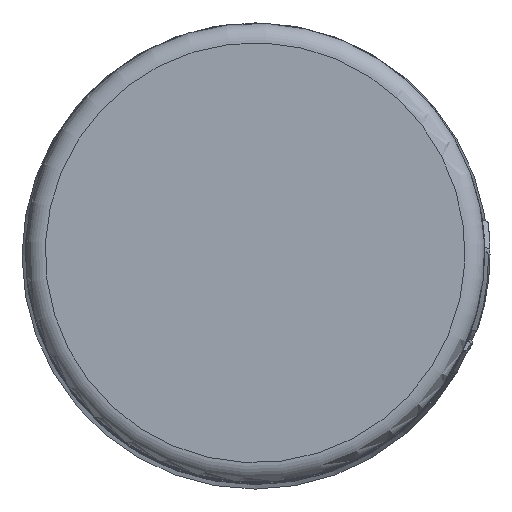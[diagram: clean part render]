
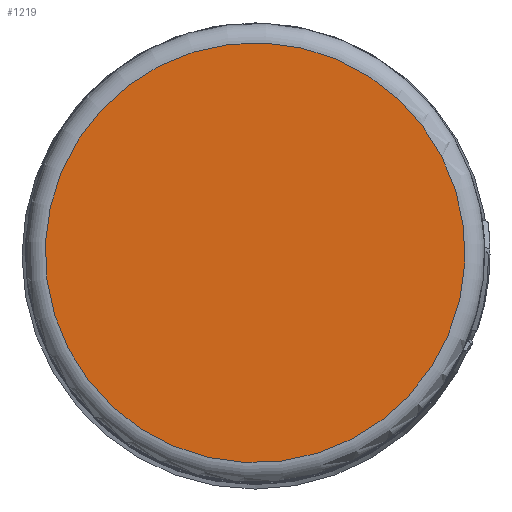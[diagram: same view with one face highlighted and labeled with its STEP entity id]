
A CAD part, top view. The second image highlights one B-rep face of the part: STEP entity #1219.
In plain terms, the highlighted planar face has unit normal (0, 0, 1).
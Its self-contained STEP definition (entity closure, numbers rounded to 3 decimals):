
#814=PLANE('',#3130);
#1219=ADVANCED_FACE('',(#1346),#814,.F.);
#1346=FACE_OUTER_BOUND('',#1513,.T.);
#1513=EDGE_LOOP('',(#2077));
#2077=ORIENTED_EDGE('',*,*,#2760,.T.);
#2485=VERTEX_POINT('',#5058);
#2760=EDGE_CURVE('',#2485,#2485,#2944,.T.);
#2944=CIRCLE('',#3129,32.);
#3129=AXIS2_PLACEMENT_3D('',#5057,#3567,#3568);
#3130=AXIS2_PLACEMENT_3D('',#5059,#3569,#3570);
#3567=DIRECTION('',(0.,0.,1.));
#3568=DIRECTION('',(0.542,0.841,0.));
#3569=DIRECTION('',(0.,0.,-1.));
#3570=DIRECTION('',(0.542,0.841,0.));
#5057=CARTESIAN_POINT('',(0.,0.,270.446));
#5058=CARTESIAN_POINT('',(17.335,26.898,270.446));
#5059=CARTESIAN_POINT('',(-29.42,18.96,270.446));
